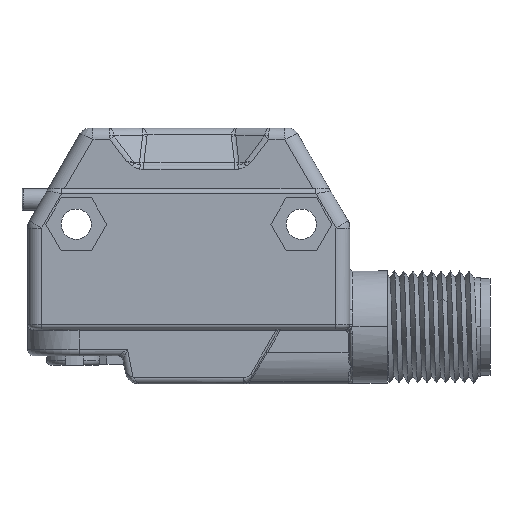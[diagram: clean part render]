
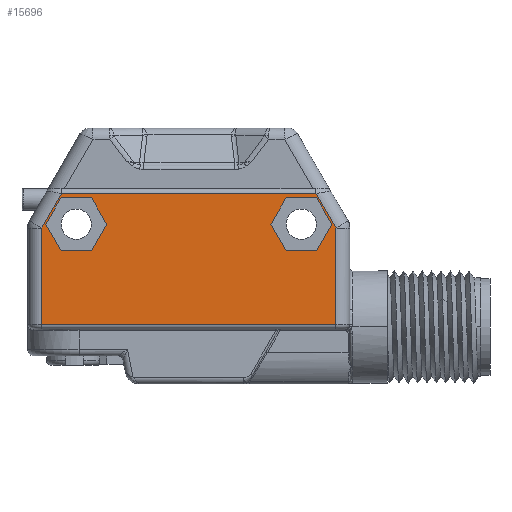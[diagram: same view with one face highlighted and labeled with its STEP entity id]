
A CAD part, left-side view. The second image highlights one B-rep face of the part: STEP entity #15696.
In plain terms, the highlighted planar face has unit normal (-1, 0, 0).
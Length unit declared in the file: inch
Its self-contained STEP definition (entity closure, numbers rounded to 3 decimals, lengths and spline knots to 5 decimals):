
#2813=CARTESIAN_POINT('',(-0.29528,0.53593,
0.28346));
#2824=DIRECTION('',(0.,-1.,0.));
#2825=VECTOR('',#2824,1.07187);
#2826=CARTESIAN_POINT('',(-0.29528,0.53593,
0.28346));
#2827=LINE('',#2826,#2825);
#2833=DIRECTION('',(0.,-1.,0.));
#2834=VECTOR('',#2833,0.12843);
#2835=CARTESIAN_POINT('',(-0.29528,0.53862,
0.04232));
#2836=LINE('',#2835,#2834);
#2837=DIRECTION('',(0.,-0.5,0.866));
#2838=VECTOR('',#2837,0.12843);
#2839=CARTESIAN_POINT('',(-0.29528,0.4102,
0.04232));
#2840=LINE('',#2839,#2838);
#2841=DIRECTION('',(0.,0.5,0.866));
#2842=VECTOR('',#2841,0.12843);
#2843=CARTESIAN_POINT('',(-0.29528,0.34598,
0.15354));
#2844=LINE('',#2843,#2842);
#2845=DIRECTION('',(0.,1.,0.));
#2846=VECTOR('',#2845,0.12843);
#2847=CARTESIAN_POINT('',(-0.29528,0.4102,
0.26476));
#2848=LINE('',#2847,#2846);
#2849=DIRECTION('',(0.,0.5,-0.866));
#2850=VECTOR('',#2849,0.12843);
#2851=CARTESIAN_POINT('',(-0.29528,0.53862,
0.26476));
#2852=LINE('',#2851,#2850);
#2853=DIRECTION('',(0.,-0.5,-0.866));
#2854=VECTOR('',#2853,0.12843);
#2855=CARTESIAN_POINT('',(-0.29528,0.60284,
0.15354));
#2856=LINE('',#2855,#2854);
#2857=DIRECTION('',(0.,-1.,0.));
#2858=VECTOR('',#2857,0.12843);
#2859=CARTESIAN_POINT('',(-0.29528,-0.4102,
0.04232));
#2860=LINE('',#2859,#2858);
#2861=DIRECTION('',(0.,-0.5,0.866));
#2862=VECTOR('',#2861,0.12843);
#2863=CARTESIAN_POINT('',(-0.29528,-0.53862,
0.04232));
#2864=LINE('',#2863,#2862);
#2865=DIRECTION('',(0.,0.5,0.866));
#2866=VECTOR('',#2865,0.12843);
#2867=CARTESIAN_POINT('',(-0.29528,-0.60284,
0.15354));
#2868=LINE('',#2867,#2866);
#2869=DIRECTION('',(0.,1.,0.));
#2870=VECTOR('',#2869,0.12843);
#2871=CARTESIAN_POINT('',(-0.29528,-0.53862,
0.26476));
#2872=LINE('',#2871,#2870);
#2873=DIRECTION('',(0.,0.5,-0.866));
#2874=VECTOR('',#2873,0.12843);
#2875=CARTESIAN_POINT('',(-0.29528,-0.4102,
0.26476));
#2876=LINE('',#2875,#2874);
#2877=DIRECTION('',(0.,-0.5,-0.866));
#2878=VECTOR('',#2877,0.12843);
#2879=CARTESIAN_POINT('',(-0.29528,-0.34598,
0.15354));
#2880=LINE('',#2879,#2878);
#2885=DIRECTION('',(0.,0.,1.));
#2886=VECTOR('',#2885,0.40544);
#2887=CARTESIAN_POINT('',(-0.29528,-0.62008,
-0.26772));
#2888=LINE('',#2887,#2886);
#2988=DIRECTION('',(0.,0.,-1.));
#2989=VECTOR('',#2988,0.40544);
#2990=CARTESIAN_POINT('',(-0.29528,0.62008,
0.13772));
#2991=LINE('',#2990,#2989);
#3016=DIRECTION('',(0.,-1.,0.));
#3017=VECTOR('',#3016,1.24016);
#3018=CARTESIAN_POINT('',(-0.29528,0.62008,
-0.26772));
#3019=LINE('',#3018,#3017);
#8746=DIRECTION('',(0.,0.5,-0.866));
#8747=VECTOR('',#8746,0.16829);
#8748=CARTESIAN_POINT('',(-0.29528,0.53593,
0.28346));
#8749=LINE('',#8748,#8747);
#9066=DIRECTION('',(0.,0.5,0.866));
#9067=VECTOR('',#9066,0.16829);
#9068=CARTESIAN_POINT('',(-0.29528,-0.62008,
0.13772));
#9069=LINE('',#9068,#9067);
#10135=CARTESIAN_POINT('',(-0.29528,0.53862,
0.04232));
#10136=CARTESIAN_POINT('',(-0.29528,0.4102,
0.04232));
#10137=VERTEX_POINT('',#10135);
#10138=VERTEX_POINT('',#10136);
#10139=CARTESIAN_POINT('',(-0.29528,0.34598,
0.15354));
#10140=VERTEX_POINT('',#10139);
#10141=CARTESIAN_POINT('',(-0.29528,0.4102,
0.26476));
#10142=VERTEX_POINT('',#10141);
#10143=CARTESIAN_POINT('',(-0.29528,0.53862,
0.26476));
#10144=VERTEX_POINT('',#10143);
#10145=CARTESIAN_POINT('',(-0.29528,0.60284,
0.15354));
#10146=VERTEX_POINT('',#10145);
#10147=CARTESIAN_POINT('',(-0.29528,-0.4102,
0.04232));
#10148=CARTESIAN_POINT('',(-0.29528,-0.53862,
0.04232));
#10149=VERTEX_POINT('',#10147);
#10150=VERTEX_POINT('',#10148);
#10151=CARTESIAN_POINT('',(-0.29528,-0.60284,
0.15354));
#10152=VERTEX_POINT('',#10151);
#10153=CARTESIAN_POINT('',(-0.29528,-0.53862,
0.26476));
#10154=VERTEX_POINT('',#10153);
#10155=CARTESIAN_POINT('',(-0.29528,-0.4102,
0.26476));
#10156=VERTEX_POINT('',#10155);
#10157=CARTESIAN_POINT('',(-0.29528,-0.34598,
0.15354));
#10158=VERTEX_POINT('',#10157);
#10189=CARTESIAN_POINT('',(-0.29528,-0.62008,
0.13772));
#10190=VERTEX_POINT('',#10189);
#10191=CARTESIAN_POINT('',(-0.29528,0.62008,
0.13772));
#10192=VERTEX_POINT('',#10191);
#10198=VERTEX_POINT('',#2813);
#10199=CARTESIAN_POINT('',(-0.29528,-0.53593,
0.28346));
#10200=VERTEX_POINT('',#10199);
#10891=CARTESIAN_POINT('',(-0.29528,0.62008,
-0.26772));
#10892=CARTESIAN_POINT('',(-0.29528,-0.62008,
-0.26772));
#10893=VERTEX_POINT('',#10891);
#10894=VERTEX_POINT('',#10892);
#15650=CARTESIAN_POINT('',(-0.29528,0.67913,0.));
#15651=DIRECTION('',(-1.,0.,0.));
#15652=DIRECTION('',(0.,-1.,0.));
#15653=AXIS2_PLACEMENT_3D('',#15650,#15651,#15652);
#15654=PLANE('',#15653);
#15656=ORIENTED_EDGE('',*,*,#15655,.F.);
#15658=ORIENTED_EDGE('',*,*,#15657,.F.);
#15660=ORIENTED_EDGE('',*,*,#15659,.F.);
#15662=ORIENTED_EDGE('',*,*,#15661,.F.);
#15663=ORIENTED_EDGE('',*,*,#15644,.T.);
#15665=ORIENTED_EDGE('',*,*,#15664,.F.);
#15666=EDGE_LOOP('',(#15656,#15658,#15660,#15662,#15663,#15665));
#15667=FACE_OUTER_BOUND('',#15666,.F.);
#15669=ORIENTED_EDGE('',*,*,#15668,.T.);
#15671=ORIENTED_EDGE('',*,*,#15670,.T.);
#15673=ORIENTED_EDGE('',*,*,#15672,.T.);
#15675=ORIENTED_EDGE('',*,*,#15674,.T.);
#15677=ORIENTED_EDGE('',*,*,#15676,.T.);
#15679=ORIENTED_EDGE('',*,*,#15678,.T.);
#15680=EDGE_LOOP('',(#15669,#15671,#15673,#15675,#15677,#15679));
#15681=FACE_BOUND('',#15680,.F.);
#15683=ORIENTED_EDGE('',*,*,#15682,.T.);
#15685=ORIENTED_EDGE('',*,*,#15684,.T.);
#15687=ORIENTED_EDGE('',*,*,#15686,.T.);
#15689=ORIENTED_EDGE('',*,*,#15688,.T.);
#15691=ORIENTED_EDGE('',*,*,#15690,.T.);
#15693=ORIENTED_EDGE('',*,*,#15692,.T.);
#15694=EDGE_LOOP('',(#15683,#15685,#15687,#15689,#15691,#15693));
#15695=FACE_BOUND('',#15694,.F.);
#15696=ADVANCED_FACE('',(#15667,#15681,#15695),#15654,.T.);
#15644=EDGE_CURVE('',#10198,#10200,#2827,.T.);
#15655=EDGE_CURVE('',#10894,#10190,#2888,.T.);
#15657=EDGE_CURVE('',#10893,#10894,#3019,.T.);
#15659=EDGE_CURVE('',#10192,#10893,#2991,.T.);
#15661=EDGE_CURVE('',#10198,#10192,#8749,.T.);
#15664=EDGE_CURVE('',#10190,#10200,#9069,.T.);
#15668=EDGE_CURVE('',#10137,#10138,#2836,.T.);
#15670=EDGE_CURVE('',#10138,#10140,#2840,.T.);
#15672=EDGE_CURVE('',#10140,#10142,#2844,.T.);
#15674=EDGE_CURVE('',#10142,#10144,#2848,.T.);
#15676=EDGE_CURVE('',#10144,#10146,#2852,.T.);
#15678=EDGE_CURVE('',#10146,#10137,#2856,.T.);
#15682=EDGE_CURVE('',#10149,#10150,#2860,.T.);
#15684=EDGE_CURVE('',#10150,#10152,#2864,.T.);
#15686=EDGE_CURVE('',#10152,#10154,#2868,.T.);
#15688=EDGE_CURVE('',#10154,#10156,#2872,.T.);
#15690=EDGE_CURVE('',#10156,#10158,#2876,.T.);
#15692=EDGE_CURVE('',#10158,#10149,#2880,.T.);
